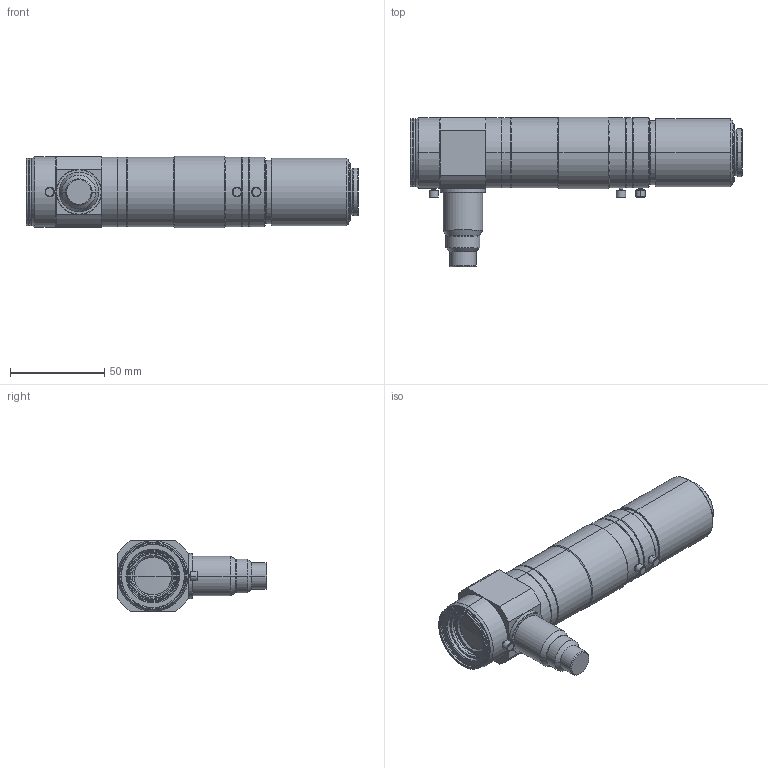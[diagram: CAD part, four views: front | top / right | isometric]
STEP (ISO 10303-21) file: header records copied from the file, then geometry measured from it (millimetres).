
FILE_DESCRIPTION (( 'STEP AP203' ), '1' );
FILE_NAME ('VSZ-0530CO.STEP', '2015-09-09T02:50:26', ( 'miura_vst' ), ( '' ), 'SwSTEP 2.0', 'SolidWorks 2015', '' );
FILE_SCHEMA (( 'CONFIG_CONTROL_DESIGN' ));
Length unit declared in the file: millimetre
Products named in the file (1): VSZ-0530CO
Bounding box: 176.29 x 79.6 x 38 mm (x, y, z)
Volume: 183235.7 mm3; surface area: 34190.3 mm2
Topology: 1 solids, 1 shells, 304 faces, 618 edges, 362 vertices
Faces by surface type: cone 156, cylinder 94, plane 50, sphere 4
Entity records: 8097 total; most frequent: DIRECTION 1564, CARTESIAN_POINT 1399, ORIENTED_EDGE 1236, AXIS2_PLACEMENT_3D 653, EDGE_CURVE 618, VERTEX_POINT 362, EDGE_LOOP 350, CIRCLE 348
